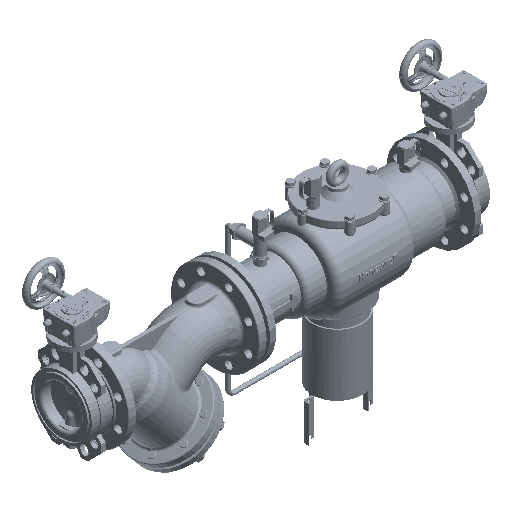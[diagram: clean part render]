
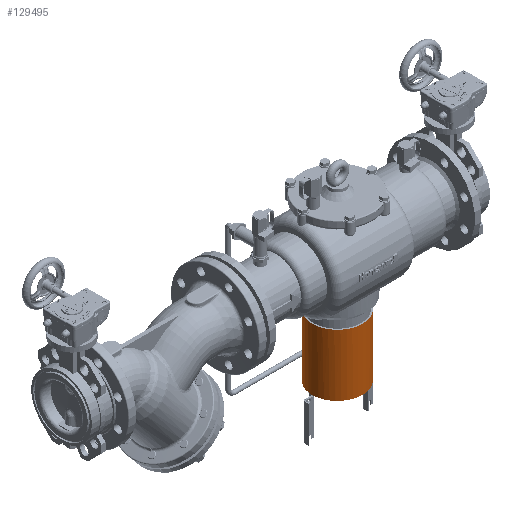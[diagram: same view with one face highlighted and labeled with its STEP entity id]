
A CAD part, isometric view. The second image highlights one B-rep face of the part: STEP entity #129495.
In plain terms, the highlighted cylindrical face has radius 62.3 mm (diameter 124.6 mm), a full revolution.
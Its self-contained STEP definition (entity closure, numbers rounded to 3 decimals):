
#2835=FACE_BOUND('',#47715,.T.);
#3464=CYLINDRICAL_SURFACE('',#137829,62.3);
#4748=CIRCLE('',#137830,62.3);
#4749=CIRCLE('',#137831,62.3);
#4750=CIRCLE('',#137832,62.3);
#4751=CIRCLE('',#137833,62.3);
#4752=CIRCLE('',#137834,62.3);
#4753=CIRCLE('',#137835,62.3);
#4754=CIRCLE('',#137836,62.3);
#4755=CIRCLE('',#137837,62.3);
#4756=CIRCLE('',#137838,62.3);
#4757=CIRCLE('',#137839,62.3);
#4758=CIRCLE('',#137840,62.3);
#4759=CIRCLE('',#137841,62.3);
#4760=CIRCLE('',#137842,62.3);
#4761=CIRCLE('',#137843,62.3);
#12452=LINE('',#188934,#24158);
#24158=VECTOR('',#150626,62.3);
#40222=FACE_OUTER_BOUND('',#47714,.T.);
#47714=EDGE_LOOP('',(#90957,#90958,#90959,#90960,#90961,#90962,#90963,#90964,
#90965,#90966,#90967,#90968,#90969,#90970,#90971,#90972));
#47715=EDGE_LOOP('',(#90973,#90974));
#55799=B_SPLINE_CURVE_WITH_KNOTS('',3,(#188962,#188963,#188964,#188965,
#188966,#188967,#188968,#188969,#188970,#188971,#188972,#188973,#188974,
#188975,#188976,#188977,#188978,#188979,#188980,#188981,#188982,#188983,
#188984,#188985,#188986,#188987),.UNSPECIFIED.,.F.,.F.,(4,2,2,2,2,2,2,2,
2,2,2,2,4),(-3.015,-2.826,-2.638,-2.45,
-2.261,-2.073,-1.884,-1.696,
-1.507,-1.319,-1.131,-0.942,
-0.754),.UNSPECIFIED.);
#55800=B_SPLINE_CURVE_WITH_KNOTS('',3,(#188988,#188989,#188990,#188991,
#188992,#188993,#188994,#188995,#188996,#188997),.UNSPECIFIED.,.F.,.F.,
(4,2,2,2,4),(-0.754,-0.565,-0.377,-0.188,
0.),.UNSPECIFIED.);
#58636=VERTEX_POINT('',#188931);
#58637=VERTEX_POINT('',#188933);
#58638=VERTEX_POINT('',#188935);
#58639=VERTEX_POINT('',#188937);
#58640=VERTEX_POINT('',#188939);
#58641=VERTEX_POINT('',#188941);
#58642=VERTEX_POINT('',#188943);
#58643=VERTEX_POINT('',#188945);
#58644=VERTEX_POINT('',#188947);
#58645=VERTEX_POINT('',#188949);
#58646=VERTEX_POINT('',#188951);
#58647=VERTEX_POINT('',#188953);
#58648=VERTEX_POINT('',#188955);
#58649=VERTEX_POINT('',#188957);
#58650=VERTEX_POINT('',#188960);
#58651=VERTEX_POINT('',#188961);
#71264=EDGE_CURVE('',#58636,#58636,#4748,.T.);
#71265=EDGE_CURVE('',#58636,#58637,#12452,.T.);
#71266=EDGE_CURVE('',#58638,#58637,#4749,.T.);
#71267=EDGE_CURVE('',#58639,#58638,#4750,.T.);
#71268=EDGE_CURVE('',#58640,#58639,#4751,.T.);
#71269=EDGE_CURVE('',#58641,#58640,#4752,.T.);
#71270=EDGE_CURVE('',#58642,#58641,#4753,.T.);
#71271=EDGE_CURVE('',#58643,#58642,#4754,.T.);
#71272=EDGE_CURVE('',#58644,#58643,#4755,.T.);
#71273=EDGE_CURVE('',#58645,#58644,#4756,.T.);
#71274=EDGE_CURVE('',#58646,#58645,#4757,.T.);
#71275=EDGE_CURVE('',#58647,#58646,#4758,.T.);
#71276=EDGE_CURVE('',#58648,#58647,#4759,.T.);
#71277=EDGE_CURVE('',#58649,#58648,#4760,.T.);
#71278=EDGE_CURVE('',#58637,#58649,#4761,.T.);
#71279=EDGE_CURVE('',#58650,#58651,#55799,.T.);
#71280=EDGE_CURVE('',#58651,#58650,#55800,.T.);
#90957=ORIENTED_EDGE('',*,*,#71264,.T.);
#90958=ORIENTED_EDGE('',*,*,#71265,.T.);
#90959=ORIENTED_EDGE('',*,*,#71266,.F.);
#90960=ORIENTED_EDGE('',*,*,#71267,.F.);
#90961=ORIENTED_EDGE('',*,*,#71268,.F.);
#90962=ORIENTED_EDGE('',*,*,#71269,.F.);
#90963=ORIENTED_EDGE('',*,*,#71270,.F.);
#90964=ORIENTED_EDGE('',*,*,#71271,.F.);
#90965=ORIENTED_EDGE('',*,*,#71272,.F.);
#90966=ORIENTED_EDGE('',*,*,#71273,.F.);
#90967=ORIENTED_EDGE('',*,*,#71274,.F.);
#90968=ORIENTED_EDGE('',*,*,#71275,.F.);
#90969=ORIENTED_EDGE('',*,*,#71276,.F.);
#90970=ORIENTED_EDGE('',*,*,#71277,.F.);
#90971=ORIENTED_EDGE('',*,*,#71278,.F.);
#90972=ORIENTED_EDGE('',*,*,#71265,.F.);
#90973=ORIENTED_EDGE('',*,*,#71279,.F.);
#90974=ORIENTED_EDGE('',*,*,#71280,.F.);
#129495=ADVANCED_FACE('',(#40222,#2835),#3464,.T.);
#137829=AXIS2_PLACEMENT_3D('',#188930,#150622,#150623);
#137830=AXIS2_PLACEMENT_3D('',#188932,#150624,#150625);
#137831=AXIS2_PLACEMENT_3D('',#188936,#150627,#150628);
#137832=AXIS2_PLACEMENT_3D('',#188938,#150629,#150630);
#137833=AXIS2_PLACEMENT_3D('',#188940,#150631,#150632);
#137834=AXIS2_PLACEMENT_3D('',#188942,#150633,#150634);
#137835=AXIS2_PLACEMENT_3D('',#188944,#150635,#150636);
#137836=AXIS2_PLACEMENT_3D('',#188946,#150637,#150638);
#137837=AXIS2_PLACEMENT_3D('',#188948,#150639,#150640);
#137838=AXIS2_PLACEMENT_3D('',#188950,#150641,#150642);
#137839=AXIS2_PLACEMENT_3D('',#188952,#150643,#150644);
#137840=AXIS2_PLACEMENT_3D('',#188954,#150645,#150646);
#137841=AXIS2_PLACEMENT_3D('',#188956,#150647,#150648);
#137842=AXIS2_PLACEMENT_3D('',#188958,#150649,#150650);
#137843=AXIS2_PLACEMENT_3D('',#188959,#150651,#150652);
#150622=DIRECTION('center_axis',(0.,0.,1.));
#150623=DIRECTION('ref_axis',(1.,0.,0.));
#150624=DIRECTION('center_axis',(0.,0.,-1.));
#150625=DIRECTION('ref_axis',(1.,0.,0.));
#150626=DIRECTION('',(0.,0.,-1.));
#150627=DIRECTION('center_axis',(0.,0.,-1.));
#150628=DIRECTION('ref_axis',(1.,0.,0.));
#150629=DIRECTION('center_axis',(0.,0.,-1.));
#150630=DIRECTION('ref_axis',(1.,0.,0.));
#150631=DIRECTION('center_axis',(0.,0.,-1.));
#150632=DIRECTION('ref_axis',(1.,0.,0.));
#150633=DIRECTION('center_axis',(0.,0.,-1.));
#150634=DIRECTION('ref_axis',(1.,0.,0.));
#150635=DIRECTION('center_axis',(0.,0.,-1.));
#150636=DIRECTION('ref_axis',(1.,0.,0.));
#150637=DIRECTION('center_axis',(0.,0.,-1.));
#150638=DIRECTION('ref_axis',(1.,0.,0.));
#150639=DIRECTION('center_axis',(0.,0.,-1.));
#150640=DIRECTION('ref_axis',(1.,0.,0.));
#150641=DIRECTION('center_axis',(0.,0.,-1.));
#150642=DIRECTION('ref_axis',(1.,0.,0.));
#150643=DIRECTION('center_axis',(0.,0.,-1.));
#150644=DIRECTION('ref_axis',(1.,0.,0.));
#150645=DIRECTION('center_axis',(0.,0.,-1.));
#150646=DIRECTION('ref_axis',(1.,0.,0.));
#150647=DIRECTION('center_axis',(0.,0.,-1.));
#150648=DIRECTION('ref_axis',(1.,0.,0.));
#150649=DIRECTION('center_axis',(0.,0.,-1.));
#150650=DIRECTION('ref_axis',(1.,0.,0.));
#150651=DIRECTION('center_axis',(0.,0.,-1.));
#150652=DIRECTION('ref_axis',(1.,0.,0.));
#188930=CARTESIAN_POINT('Origin',(0.,0.,-284.));
#188931=CARTESIAN_POINT('',(-62.3,0.,-132.5));
#188932=CARTESIAN_POINT('Origin',(0.,0.,-132.5));
#188933=CARTESIAN_POINT('',(-62.3,0.,-285.));
#188934=CARTESIAN_POINT('',(-62.3,0.,-284.));
#188935=CARTESIAN_POINT('',(-62.291,-1.048,-285.));
#188936=CARTESIAN_POINT('Origin',(0.,0.,-285.));
#188937=CARTESIAN_POINT('',(-62.274,-1.8,-285.));
#188938=CARTESIAN_POINT('Origin',(0.,0.,-285.));
#188939=CARTESIAN_POINT('',(-62.184,-3.8,-285.));
#188940=CARTESIAN_POINT('Origin',(0.,0.,-285.));
#188941=CARTESIAN_POINT('',(60.8,-13.589,-285.));
#188942=CARTESIAN_POINT('Origin',(0.,0.,-285.));
#188943=CARTESIAN_POINT('',(62.26,-2.238,-285.));
#188944=CARTESIAN_POINT('Origin',(0.,0.,-285.));
#188945=CARTESIAN_POINT('',(62.291,-1.036,-285.));
#188946=CARTESIAN_POINT('Origin',(0.,0.,-285.));
#188947=CARTESIAN_POINT('',(62.292,0.972,-285.));
#188948=CARTESIAN_POINT('Origin',(0.,0.,-285.));
#188949=CARTESIAN_POINT('',(62.,6.107,-285.));
#188950=CARTESIAN_POINT('Origin',(0.,0.,-285.));
#188951=CARTESIAN_POINT('',(61.494,9.988,-285.));
#188952=CARTESIAN_POINT('Origin',(0.,0.,-285.));
#188953=CARTESIAN_POINT('',(-61.494,9.988,-285.));
#188954=CARTESIAN_POINT('Origin',(0.,0.,-285.));
#188955=CARTESIAN_POINT('',(-62.,6.107,-285.));
#188956=CARTESIAN_POINT('Origin',(0.,0.,-285.));
#188957=CARTESIAN_POINT('',(-62.293,0.96,-285.));
#188958=CARTESIAN_POINT('Origin',(0.,0.,-285.));
#188959=CARTESIAN_POINT('Origin',(0.,0.,-285.));
#188960=CARTESIAN_POINT('',(5.,62.099,-262.5));
#188961=CARTESIAN_POINT('',(0.,62.3,-257.5));
#188962=CARTESIAN_POINT('Ctrl Pts',(5.,62.099,-262.5));
#188963=CARTESIAN_POINT('Ctrl Pts',(5.,62.099,-263.128));
#188964=CARTESIAN_POINT('Ctrl Pts',(4.874,62.11,-263.798));
#188965=CARTESIAN_POINT('Ctrl Pts',(4.364,62.147,-265.03));
#188966=CARTESIAN_POINT('Ctrl Pts',(3.979,62.174,-265.592));
#188967=CARTESIAN_POINT('Ctrl Pts',(3.092,62.225,-266.479));
#188968=CARTESIAN_POINT('Ctrl Pts',(2.53,62.252,-266.864));
#188969=CARTESIAN_POINT('Ctrl Pts',(1.298,62.29,-267.374));
#188970=CARTESIAN_POINT('Ctrl Pts',(0.628,62.3,-267.5));
#188971=CARTESIAN_POINT('Ctrl Pts',(-0.628,62.3,-267.5));
#188972=CARTESIAN_POINT('Ctrl Pts',(-1.298,62.29,
-267.374));
#188973=CARTESIAN_POINT('Ctrl Pts',(-2.53,62.252,
-266.864));
#188974=CARTESIAN_POINT('Ctrl Pts',(-3.092,62.225,
-266.479));
#188975=CARTESIAN_POINT('Ctrl Pts',(-3.979,62.174,
-265.592));
#188976=CARTESIAN_POINT('Ctrl Pts',(-4.364,62.147,
-265.03));
#188977=CARTESIAN_POINT('Ctrl Pts',(-4.874,62.11,
-263.798));
#188978=CARTESIAN_POINT('Ctrl Pts',(-5.,62.099,-263.128));
#188979=CARTESIAN_POINT('Ctrl Pts',(-5.,62.099,-261.872));
#188980=CARTESIAN_POINT('Ctrl Pts',(-4.874,62.11,
-261.202));
#188981=CARTESIAN_POINT('Ctrl Pts',(-4.364,62.147,
-259.97));
#188982=CARTESIAN_POINT('Ctrl Pts',(-3.979,62.174,
-259.408));
#188983=CARTESIAN_POINT('Ctrl Pts',(-3.092,62.225,
-258.521));
#188984=CARTESIAN_POINT('Ctrl Pts',(-2.53,62.252,
-258.136));
#188985=CARTESIAN_POINT('Ctrl Pts',(-1.298,62.29,
-257.626));
#188986=CARTESIAN_POINT('Ctrl Pts',(-0.628,62.3,-257.5));
#188987=CARTESIAN_POINT('Ctrl Pts',(0.,62.3,-257.5));
#188988=CARTESIAN_POINT('Ctrl Pts',(0.,62.3,-257.5));
#188989=CARTESIAN_POINT('Ctrl Pts',(0.628,62.3,-257.5));
#188990=CARTESIAN_POINT('Ctrl Pts',(1.298,62.29,-257.626));
#188991=CARTESIAN_POINT('Ctrl Pts',(2.53,62.252,-258.136));
#188992=CARTESIAN_POINT('Ctrl Pts',(3.092,62.225,-258.521));
#188993=CARTESIAN_POINT('Ctrl Pts',(3.979,62.174,-259.408));
#188994=CARTESIAN_POINT('Ctrl Pts',(4.364,62.147,-259.97));
#188995=CARTESIAN_POINT('Ctrl Pts',(4.874,62.11,-261.202));
#188996=CARTESIAN_POINT('Ctrl Pts',(5.,62.099,-261.872));
#188997=CARTESIAN_POINT('Ctrl Pts',(5.,62.099,-262.5));
